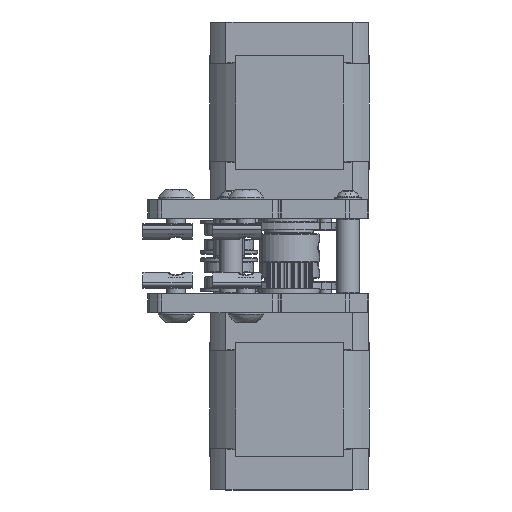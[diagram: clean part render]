
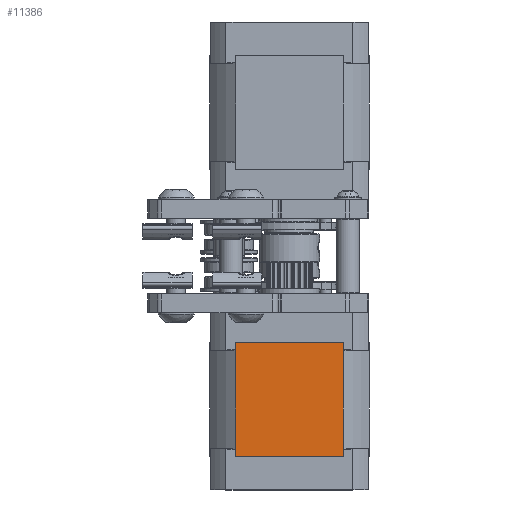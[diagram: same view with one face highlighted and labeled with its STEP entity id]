
A CAD part, left-side view. The second image highlights one B-rep face of the part: STEP entity #11386.
In plain terms, the highlighted planar face has unit normal (-1, 0, 0).
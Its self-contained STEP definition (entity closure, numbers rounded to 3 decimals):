
#1529=FACE_OUTER_BOUND('',#2217,.T.);
#2217=EDGE_LOOP('',(#9522,#9523,#9524,#9525,#9526,#9527,#9528,#9529,#9530,
#9531,#9532,#9533));
#2807=LINE('',#20325,#3640);
#2810=LINE('',#20336,#3643);
#2812=LINE('',#20345,#3645);
#2814=LINE('',#20349,#3647);
#2816=LINE('',#20352,#3649);
#3015=LINE('',#21026,#3848);
#3017=LINE('',#21033,#3850);
#3018=LINE('',#21035,#3851);
#3019=LINE('',#21037,#3852);
#3020=LINE('',#21039,#3853);
#3021=LINE('',#21041,#3854);
#3022=LINE('',#21042,#3855);
#3640=VECTOR('',#15040,30.2);
#3643=VECTOR('',#15049,0.1);
#3645=VECTOR('',#15057,0.1);
#3647=VECTOR('',#15063,5.724);
#3649=VECTOR('',#15067,5.724);
#3848=VECTOR('',#15722,17.012);
#3850=VECTOR('',#15730,0.1);
#3851=VECTOR('',#15731,5.724);
#3852=VECTOR('',#15732,30.2);
#3853=VECTOR('',#15733,5.724);
#3854=VECTOR('',#15734,0.1);
#3855=VECTOR('',#15735,17.012);
#5288=VERTEX_POINT('',#20322);
#5289=VERTEX_POINT('',#20324);
#5293=VERTEX_POINT('',#20333);
#5294=VERTEX_POINT('',#20335);
#5297=VERTEX_POINT('',#20342);
#5298=VERTEX_POINT('',#20344);
#5515=VERTEX_POINT('',#21024);
#5517=VERTEX_POINT('',#21032);
#5518=VERTEX_POINT('',#21034);
#5519=VERTEX_POINT('',#21036);
#5520=VERTEX_POINT('',#21038);
#5521=VERTEX_POINT('',#21040);
#6590=EDGE_CURVE('',#5289,#5288,#2807,.T.);
#6595=EDGE_CURVE('',#5294,#5293,#2810,.T.);
#6599=EDGE_CURVE('',#5298,#5297,#2812,.T.);
#6602=EDGE_CURVE('',#5288,#5298,#2814,.T.);
#6604=EDGE_CURVE('',#5293,#5289,#2816,.T.);
#6925=EDGE_CURVE('',#5297,#5515,#3015,.T.);
#6928=EDGE_CURVE('',#5515,#5517,#3017,.T.);
#6929=EDGE_CURVE('',#5518,#5517,#3018,.T.);
#6930=EDGE_CURVE('',#5519,#5518,#3019,.T.);
#6931=EDGE_CURVE('',#5520,#5519,#3020,.T.);
#6932=EDGE_CURVE('',#5520,#5521,#3021,.T.);
#6933=EDGE_CURVE('',#5521,#5294,#3022,.T.);
#9522=ORIENTED_EDGE('',*,*,#6925,.T.);
#9523=ORIENTED_EDGE('',*,*,#6928,.T.);
#9524=ORIENTED_EDGE('',*,*,#6929,.F.);
#9525=ORIENTED_EDGE('',*,*,#6930,.F.);
#9526=ORIENTED_EDGE('',*,*,#6931,.F.);
#9527=ORIENTED_EDGE('',*,*,#6932,.T.);
#9528=ORIENTED_EDGE('',*,*,#6933,.T.);
#9529=ORIENTED_EDGE('',*,*,#6595,.T.);
#9530=ORIENTED_EDGE('',*,*,#6604,.T.);
#9531=ORIENTED_EDGE('',*,*,#6590,.T.);
#9532=ORIENTED_EDGE('',*,*,#6602,.T.);
#9533=ORIENTED_EDGE('',*,*,#6599,.T.);
#10862=PLANE('',#12783);
#11386=ADVANCED_FACE('',(#1529),#10862,.T.);
#12783=AXIS2_PLACEMENT_3D('',#21031,#15728,#15729);
#15040=DIRECTION('',(0.,0.,-1.));
#15049=DIRECTION('',(0.,0.,-1.));
#15057=DIRECTION('',(0.,0.,-1.));
#15063=DIRECTION('',(0.,-1.,0.));
#15067=DIRECTION('',(0.,1.,0.));
#15722=DIRECTION('',(0.,-1.,0.));
#15728=DIRECTION('center_axis',(-1.,0.,0.));
#15729=DIRECTION('ref_axis',(0.,0.,1.));
#15730=DIRECTION('',(0.,0.,1.));
#15731=DIRECTION('',(0.,1.,0.));
#15732=DIRECTION('',(0.,0.,-1.));
#15733=DIRECTION('',(0.,-1.,0.));
#15734=DIRECTION('',(0.,0.,1.));
#15735=DIRECTION('',(0.,1.,0.));
#20322=CARTESIAN_POINT('',(-21.1,14.23,-19.54));
#20324=CARTESIAN_POINT('',(-21.1,14.23,10.66));
#20325=CARTESIAN_POINT('',(-21.1,14.23,10.66));
#20333=CARTESIAN_POINT('',(-21.1,8.506,10.66));
#20335=CARTESIAN_POINT('',(-21.1,8.506,10.76));
#20336=CARTESIAN_POINT('',(-21.1,8.506,10.76));
#20342=CARTESIAN_POINT('',(-21.1,8.506,-19.64));
#20344=CARTESIAN_POINT('',(-21.1,8.506,-19.54));
#20345=CARTESIAN_POINT('',(-21.1,8.506,-19.54));
#20349=CARTESIAN_POINT('',(-21.1,14.23,-19.54));
#20352=CARTESIAN_POINT('',(-21.1,8.506,10.66));
#21024=CARTESIAN_POINT('',(-21.1,-8.506,-19.64));
#21026=CARTESIAN_POINT('',(-21.1,8.506,-19.64));
#21031=CARTESIAN_POINT('Origin',(-21.1,-14.231,-19.641));
#21032=CARTESIAN_POINT('',(-21.1,-8.506,-19.54));
#21033=CARTESIAN_POINT('',(-21.1,-8.506,-19.64));
#21034=CARTESIAN_POINT('',(-21.1,-14.23,-19.54));
#21035=CARTESIAN_POINT('',(-21.1,-14.23,-19.54));
#21036=CARTESIAN_POINT('',(-21.1,-14.23,10.66));
#21037=CARTESIAN_POINT('',(-21.1,-14.23,10.66));
#21038=CARTESIAN_POINT('',(-21.1,-8.506,10.66));
#21039=CARTESIAN_POINT('',(-21.1,-8.506,10.66));
#21040=CARTESIAN_POINT('',(-21.1,-8.506,10.76));
#21041=CARTESIAN_POINT('',(-21.1,-8.506,10.66));
#21042=CARTESIAN_POINT('',(-21.1,-8.506,10.76));
